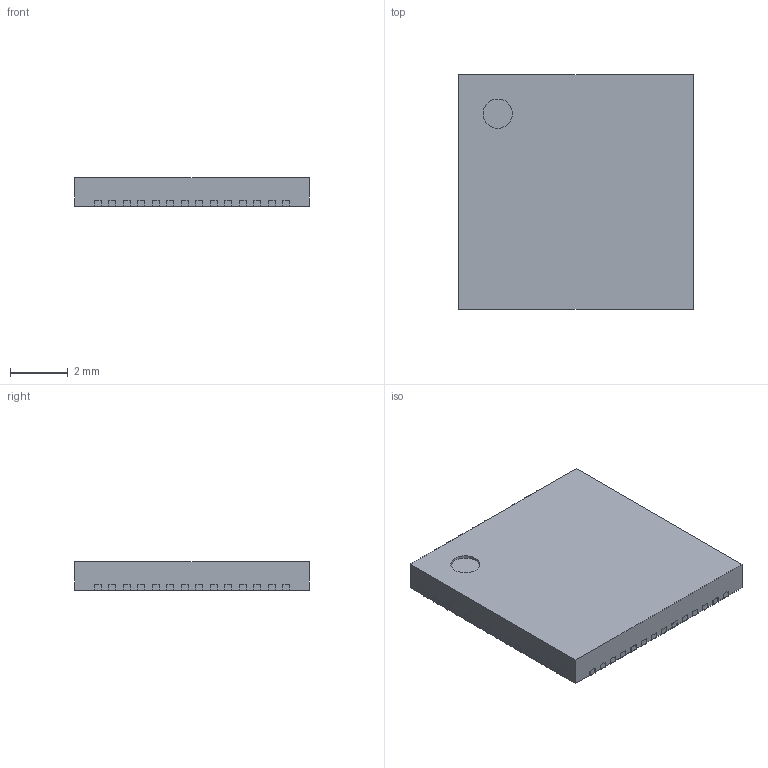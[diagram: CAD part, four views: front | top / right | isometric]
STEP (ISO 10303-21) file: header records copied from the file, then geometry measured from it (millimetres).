
FILE_DESCRIPTION(('Open CASCADE Model'),'2;1');
FILE_NAME('Open CASCADE Shape Model','2025-10-04T16:45:16',('Author'),( 'Open CASCADE'),'Open CASCADE STEP processor 7.5','Open CASCADE 7.5' ,'Unknown');
FILE_SCHEMA(('AUTOMOTIVE_DESIGN { 1 0 10303 214 1 1 1 1 }'));
Length unit declared in the file: millimetre
Products named in the file (9): PCB; Designator1; 7211317088; Open CASCADE STEP translator 7.5 3.1; Body; Open CASCADE STEP translator 7.5 3.2.1; Thermal Shape; Pin Shape; Open CASCADE STEP translator 7.5 3.4.1
Assembly tree (62 placements, depth 4):
  PCB
  Designator1
    7211317088
      Open CASCADE STEP translator 7.5 3.1
      Body
        Open CASCADE STEP translator 7.5 3.2.1
      Thermal Shape
      Pin Shape  x56
        Open CASCADE STEP translator 7.5 3.4.1
Bounding box: 8.12 x 8.12 x 1 mm (x, y, z)
Volume: 65.1 mm3; surface area: 218.5 mm2
Topology: 58 solids, 59 shells, 800 faces, 1599 edges, 917 vertices
Faces by surface type: plane 799, cylinder 1
Full cylindrical faces by diameter (mm): 1.012 x1
Entity records: 1374 total; most frequent: DIRECTION 248, CARTESIAN_POINT 189, ORIENTED_EDGE 117, AXIS2_PLACEMENT_3D 96, PRODUCT_DEFINITION_SHAPE 71, CONTEXT_DEPENDENT_SHAPE_REPRESENTATION 62, ITEM_DEFINED_TRANSFORMATION 62, NEXT_ASSEMBLY_USAGE_OCCURRENCE 62
